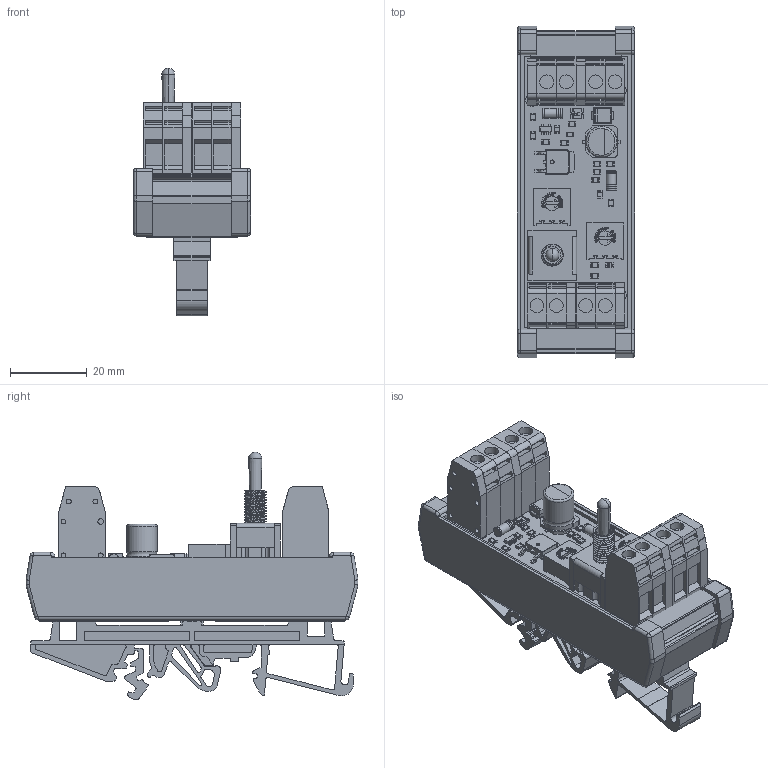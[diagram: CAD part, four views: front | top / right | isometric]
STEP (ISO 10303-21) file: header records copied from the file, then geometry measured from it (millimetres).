
FILE_DESCRIPTION(('STEP AP214'),'1');
FILE_NAME('Ao-1.rev3.step','2022-11-21T13:20:07',(' '),(' '),'Spatial InterOp 3D','XD3DPlugin XRACreate',' ');
FILE_SCHEMA(('automotive_design'));
Length unit declared in the file: millimetre
Products named in the file (64): Submodel-AssyDefn_4; 5681_AP_1_TS_orange v1.stp; Ao-1.rev3; Submodel-AssyDefn_2; 5683_RF_SP_1_orange v1.stp; Submodel-AssyDefn_1; 5680_RS-SP_1_23_5_mm v1.step; DesignRootModel; uid__9223372036854776078; Submodel-noModelForPart_CAD006_FIDUCIAL-RPM_4141158778; placementOutline; Submodel-CAD006_FIDUCIAL-RPM_4141158778_part_FIDUCIAL-RPM; Submodel-noModelForPart_CAD001_FIDUCIAL_4141158778; Submodel-CAD001_FIDUCIAL_4141158778_part_FIDUCIAL; PK508_1_S_groen.step; PK508_1_S_groen.xtd; Submodel-5101.X_PK508_slash_1_part_TER_slash_PK508_slash_1_slash_S; Submodel-noModelForPart_CAD003_MTHOLE_1975899808; Submodel-CAD003_MTHOLE_1975899808_part_MTHOLE1AA; Submodel-CAD003_MTHOLE_1975899808_part_MTHOLE1AAAA; DO-214AA.stp; DO-214AA.xtd; Submodel-ZXXX_SMBJXXA-DO214AA_part_ZEN_slash_DO-214AA; SOT23-5.step; SOT23-5.xtd; Submodel-V070_LMV431-SOT23-5_part_IC_slash_DIP5_slash_SOT23; TO-252AA-IRF.stp; TO-252AA-IRF.xtd; Submodel-T049_IRLR3110ZPBF_part_TRX_slash_D-PAK2; Toggle Switch 6 Pins-SPDT-ON-OFF-ON _lpar_6A_comma_125VAC_rpar_.STEP; Toggle Switch 6 Pins-SPDT-ON-OFF-ON (6A,125VAC).xtd; Submodel-S005_2P_slash_AAN-UIT-AAN_part_SWI_slash_2W; Resistor_0805.step; Resistor_0805.xtd; Submodel-RXXX_1206_part_RES_slash_1206; Resistor_0805_0.step; Resistor_0805_0.xtd; Submodel-RXXX_0805_part_RES_slash_0805; 0ZCH0005FF2E.step; 0ZCH0005FF2E.xtd ...
Assembly tree (90 placements, depth 5):
  Ao-1.rev3
    Submodel-AssyDefn_4  x2
      5681_AP_1_TS_orange v1.stp
    Submodel-AssyDefn_2
      5683_RF_SP_1_orange v1.stp
    Submodel-AssyDefn_1
      5680_RS-SP_1_23_5_mm v1.step
    DesignRootModel
      uid__9223372036854776078
      Submodel-CAD006_FIDUCIAL-RPM_4141158778_part_FIDUCIAL-RPM  x2
        Submodel-noModelForPart_CAD006_FIDUCIAL-RPM_4141158778
          placementOutline
      Submodel-CAD001_FIDUCIAL_4141158778_part_FIDUCIAL  x3
        Submodel-noModelForPart_CAD001_FIDUCIAL_4141158778
          placementOutline
      Submodel-5101.X_PK508_slash_1_part_TER_slash_PK508_slash_1_slash_S  x4
  PK508_1_S_groen.step
          PK508_1_S_groen.xtd
      Submodel-CAD003_MTHOLE_1975899808_part_MTHOLE1AA
        Submodel-noModelForPart_CAD003_MTHOLE_1975899808
          placementOutline
      Submodel-CAD003_MTHOLE_1975899808_part_MTHOLE1AAAA
        Submodel-noModelForPart_CAD003_MTHOLE_1975899808
          placementOutline
      Submodel-ZXXX_SMBJXXA-DO214AA_part_ZEN_slash_DO-214AA
  DO-214AA.stp
          DO-214AA.xtd
      Submodel-V070_LMV431-SOT23-5_part_IC_slash_DIP5_slash_SOT23
  SOT23-5.step
          SOT23-5.xtd
      Submodel-T049_IRLR3110ZPBF_part_TRX_slash_D-PAK2
  TO-252AA-IRF.stp
          TO-252AA-IRF.xtd
      Submodel-S005_2P_slash_AAN-UIT-AAN_part_SWI_slash_2W
  Toggle Switch 6 Pins-SPDT-ON-OFF-ON _lpar_6A_comma_125VAC_rpar_.STEP
          Toggle Switch 6 Pins-SPDT-ON-OFF-ON (6A,125VAC).xtd
      Submodel-RXXX_1206_part_RES_slash_1206  x6
  Resistor_0805.step
          Resistor_0805.xtd
      Submodel-RXXX_0805_part_RES_slash_0805  x7
  Resistor_0805_0.step
          Resistor_0805_0.xtd
      Submodel-R511_POLYSWITCH-005-1210_part_RES_slash_1210
  0ZCH0005FF2E.step
          0ZCH0005FF2E.xtd
      Submodel-P027_3386FT-1K_part_VRE_slash_9.6X9.6_slash_TDK  x2
  3386f001 _lpar_1_rpar_.stp
          3386f001 (1).xtd
      Submodel-LD054_LED-Y-0805_part_LED_slash_0805
  0805 Yellow.step
          0805 Yellow.xtd
      Submodel-D002_1N4007-DO213AB_part_DIO_slash_5X2.5_slash_SMD  x2
  DO-213AB.stp
          DO-213AB.xtd
      Submodel-CXXX_0805_part_CAP_slash_0805  x2
  Ceramic_Capacitor_0805_h24mil.step
          Ceramic_Capacitor_0805_h24mil.xtd
      Submodel-CAD003_MTHOLE_1975899808_part_MTHOLE1A
        Submodel-noModelForPart_CAD003_MTHOLE_1975899808
          placementOutline
Bounding box: 30.5 x 86.4 x 64.43 mm (x, y, z)
Volume: 33976.4 mm3; surface area: 45030.7 mm2
Topology: 134 solids, 134 shells, 4164 faces, 11087 edges, 7247 vertices
Faces by surface type: plane 3208, cylinder 727, extrusion 66, bspline 59, cone 41, torus 33, sphere 29, revolution 1
Full cylindrical faces by diameter (mm): 1 x2, 1.2 x2, 1.25 x20, 1.45 x4, 1.7 x24, 2.54 x6, 2.6 x4, 3.302 x5, 3.6 x8, 8 x2
Entity records: 112774 total; most frequent: CARTESIAN_POINT 19273, ORIENTED_EDGE 15122, DIRECTION 14431, EDGE_CURVE 7561, VECTOR 6052, LINE 5986, VERTEX_POINT 4984, AXIS2_PLACEMENT_3D 4189
